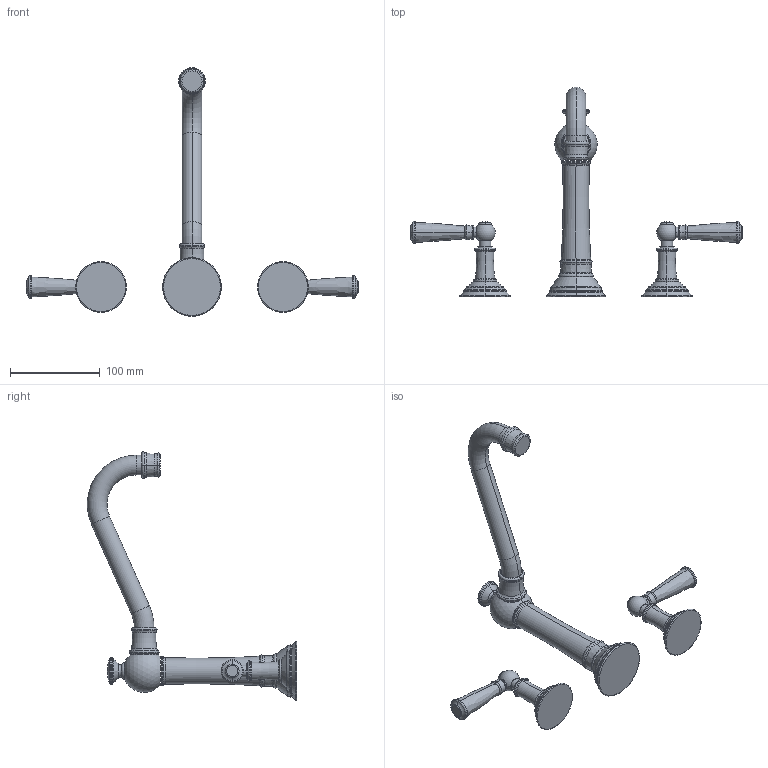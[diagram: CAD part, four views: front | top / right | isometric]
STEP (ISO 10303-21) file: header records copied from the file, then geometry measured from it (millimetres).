
FILE_DESCRIPTION((''),'2;1');
FILE_NAME('2470-5423','2021-03-05T16:21:24',('rsmith'),(''),'CREO PARAMETRIC BY PTC INC, 2018400','CREO PARAMETRIC BY PTC INC, 2018400','');
FILE_SCHEMA(('AUTOMOTIVE_DESIGN { 1 0 10303 214 1 1 1 1 }'));
Length unit declared in the file: inch
Products named in the file (1): 2470-5423
Bounding box: 370.84 x 233.79 x 277.69 mm (x, y, z)
Volume: 452433.3 mm3; surface area: 80496.7 mm2
Topology: 4 solids, 4 shells, 256 faces, 513 edges, 277 vertices
Faces by surface type: torus 154, cylinder 40, plane 26, bspline 16, sphere 10, cone 8, revolution 2
Entity records: 10401 total; most frequent: CARTESIAN_POINT 1492, DIRECTION 1440, ORIENTED_EDGE 1014, PRESENTATION_STYLE_ASSIGNMENT 713, AXIS2_PLACEMENT_3D 695, STYLED_ITEM 513, CURVE_STYLE 509, EDGE_CURVE 507
